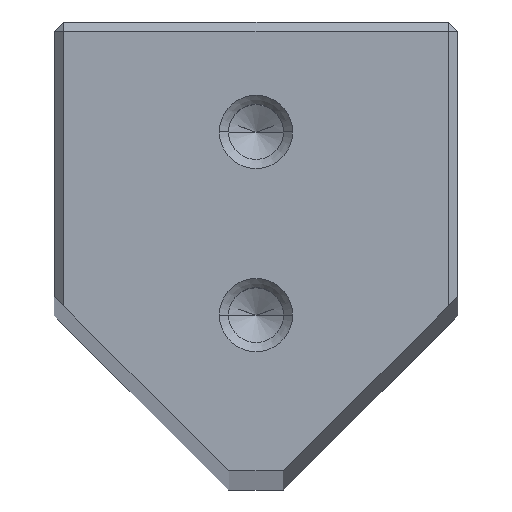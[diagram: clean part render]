
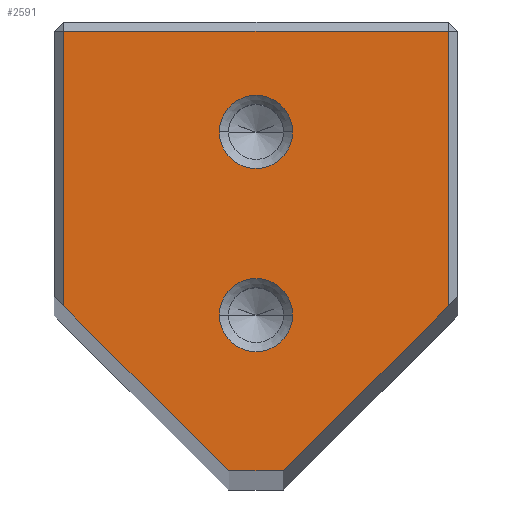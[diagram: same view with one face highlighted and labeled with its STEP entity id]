
A CAD part, top view. The second image highlights one B-rep face of the part: STEP entity #2591.
In plain terms, the highlighted planar face has unit normal (0, 0, 1).
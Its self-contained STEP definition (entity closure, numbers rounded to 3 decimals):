
#2591=ADVANCED_FACE('',(#3317,#3318,#3319),#2936,.T.);
#2936=PLANE('',#9188);
#3173=CIRCLE('',#9065,2.);
#3175=CIRCLE('',#9068,2.);
#3252=CIRCLE('',#9186,2.);
#3253=CIRCLE('',#9187,2.);
#3317=FACE_BOUND('',#3435,.T.);
#3318=FACE_BOUND('',#3436,.T.);
#3319=FACE_BOUND('',#3437,.T.);
#3435=EDGE_LOOP('',(#4451,#4452));
#3436=EDGE_LOOP('',(#4453,#4454));
#3437=EDGE_LOOP('',(#4455,#4456,#4457,#4458,#4459,#4460));
#4451=ORIENTED_EDGE('',*,*,#6899,.T.);
#4452=ORIENTED_EDGE('',*,*,#7056,.T.);
#4453=ORIENTED_EDGE('',*,*,#6895,.T.);
#4454=ORIENTED_EDGE('',*,*,#7057,.T.);
#4455=ORIENTED_EDGE('',*,*,#7035,.T.);
#4456=ORIENTED_EDGE('',*,*,#7058,.T.);
#4457=ORIENTED_EDGE('',*,*,#7059,.T.);
#4458=ORIENTED_EDGE('',*,*,#7060,.T.);
#4459=ORIENTED_EDGE('',*,*,#7041,.T.);
#4460=ORIENTED_EDGE('',*,*,#7037,.T.);
#6231=VERTEX_POINT('',#11760);
#6232=VERTEX_POINT('',#11762);
#6235=VERTEX_POINT('',#11769);
#6236=VERTEX_POINT('',#11771);
#6333=VERTEX_POINT('',#12039);
#6334=VERTEX_POINT('',#12041);
#6335=VERTEX_POINT('',#12045);
#6338=VERTEX_POINT('',#12053);
#6345=VERTEX_POINT('',#12080);
#6346=VERTEX_POINT('',#12082);
#6895=EDGE_CURVE('',#6232,#6231,#3173,.T.);
#6899=EDGE_CURVE('',#6236,#6235,#3175,.T.);
#7035=EDGE_CURVE('',#6334,#6333,#7869,.T.);
#7037=EDGE_CURVE('',#6335,#6334,#7871,.T.);
#7041=EDGE_CURVE('',#6338,#6335,#7875,.T.);
#7056=EDGE_CURVE('',#6235,#6236,#3252,.T.);
#7057=EDGE_CURVE('',#6231,#6232,#3253,.T.);
#7058=EDGE_CURVE('',#6333,#6345,#7884,.T.);
#7059=EDGE_CURVE('',#6345,#6346,#7885,.T.);
#7060=EDGE_CURVE('',#6346,#6338,#7886,.T.);
#7869=LINE('',#12040,#8571);
#7871=LINE('',#12044,#8573);
#7875=LINE('',#12052,#8577);
#7884=LINE('',#12079,#8586);
#7885=LINE('',#12081,#8587);
#7886=LINE('',#12083,#8588);
#8571=VECTOR('',#9965,1.);
#8573=VECTOR('',#9969,1.);
#8577=VECTOR('',#9975,1.);
#8586=VECTOR('',#10006,1.);
#8587=VECTOR('',#10007,1.);
#8588=VECTOR('',#10008,1.);
#9065=AXIS2_PLACEMENT_3D('',#11761,#9678,#9679);
#9068=AXIS2_PLACEMENT_3D('',#11770,#9686,#9687);
#9186=AXIS2_PLACEMENT_3D('',#12077,#10002,#10003);
#9187=AXIS2_PLACEMENT_3D('',#12078,#10004,#10005);
#9188=AXIS2_PLACEMENT_3D('',#12084,#10009,#10010);
#9678=DIRECTION('',(0.,0.,-1.));
#9679=DIRECTION('',(1.,0.,0.));
#9686=DIRECTION('',(0.,0.,-1.));
#9687=DIRECTION('',(1.,0.,0.));
#9965=DIRECTION('',(0.707,0.707,0.));
#9969=DIRECTION('',(1.,0.,0.));
#9975=DIRECTION('',(0.707,-0.707,0.));
#10002=DIRECTION('',(0.,0.,-1.));
#10003=DIRECTION('',(1.,0.,0.));
#10004=DIRECTION('',(0.,0.,-1.));
#10005=DIRECTION('',(1.,0.,0.));
#10006=DIRECTION('',(0.,1.,0.));
#10007=DIRECTION('',(-1.,0.,0.));
#10008=DIRECTION('',(0.,-1.,0.));
#10009=DIRECTION('',(0.,0.,1.));
#10010=DIRECTION('',(1.,0.,0.));
#11760=CARTESIAN_POINT('',(-2.,38.,0.));
#11761=CARTESIAN_POINT('',(0.,38.,0.));
#11762=CARTESIAN_POINT('',(2.,38.,0.));
#11769=CARTESIAN_POINT('',(-2.,28.,0.));
#11770=CARTESIAN_POINT('',(0.,28.,0.));
#11771=CARTESIAN_POINT('',(2.,28.,0.));
#12039=CARTESIAN_POINT('',(10.5,28.5,0.));
#12040=CARTESIAN_POINT('',(1.5,19.5,0.));
#12041=CARTESIAN_POINT('',(1.5,19.5,0.));
#12044=CARTESIAN_POINT('',(-1.5,19.5,0.));
#12045=CARTESIAN_POINT('',(-1.5,19.5,0.));
#12052=CARTESIAN_POINT('',(-1.5,19.5,0.));
#12053=CARTESIAN_POINT('',(-10.5,28.5,0.));
#12077=CARTESIAN_POINT('',(0.,28.,0.));
#12078=CARTESIAN_POINT('',(0.,38.,0.));
#12079=CARTESIAN_POINT('',(10.5,18.,0.));
#12080=CARTESIAN_POINT('',(10.5,43.5,0.));
#12081=CARTESIAN_POINT('',(0.,43.5,0.));
#12082=CARTESIAN_POINT('',(-10.5,43.5,0.));
#12083=CARTESIAN_POINT('',(-10.5,18.,0.));
#12084=CARTESIAN_POINT('',(0.,18.,0.));
